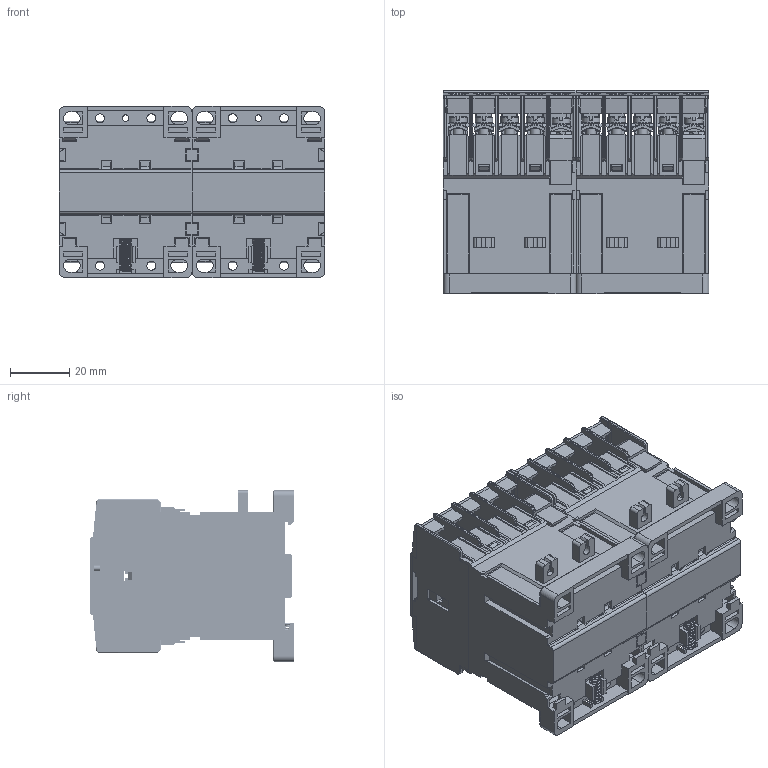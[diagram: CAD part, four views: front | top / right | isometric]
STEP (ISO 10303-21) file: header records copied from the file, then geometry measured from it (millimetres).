
FILE_DESCRIPTION((''),'2;1');
FILE_NAME('TOTAL_GMD_MR_SW0001','2017-10-18T',('eyshin'),(''),'CREO PARAMETRIC BY PTC INC, 2015380','CREO PARAMETRIC BY PTC INC, 2015380','');
FILE_SCHEMA(('CONFIG_CONTROL_DESIGN'));
Products named in the file (1): TOTAL_GMD_MR_SW0001
Bounding box: 90 x 69 x 58 mm (x, y, z)
Surface area: 124473.1 mm2 (no closed solid volume)
Topology: 0 solids, 190 shells, 3871 faces, 17338 edges, 13175 vertices
Faces by surface type: plane 2586, cylinder 976, torus 192, bspline 71, cone 40, sphere 6
Entity records: 194739 total; most frequent: CARTESIAN_POINT 59820, DIRECTION 25875, ORIENTED_EDGE 25525, EDGE_CURVE 17338, VECTOR 13467, LINE 13467, VERTEX_POINT 13175, AXIS2_PLACEMENT_3D 6204
